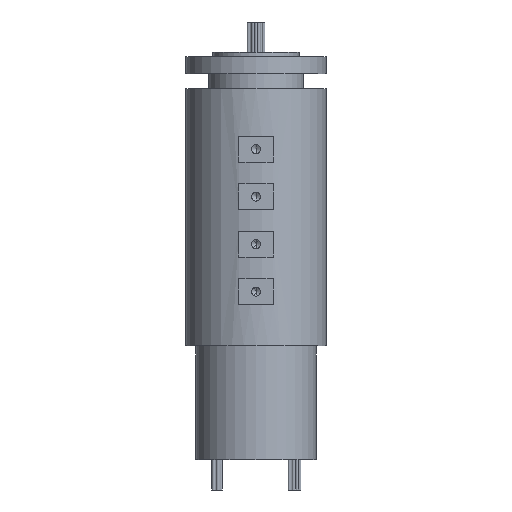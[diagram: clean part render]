
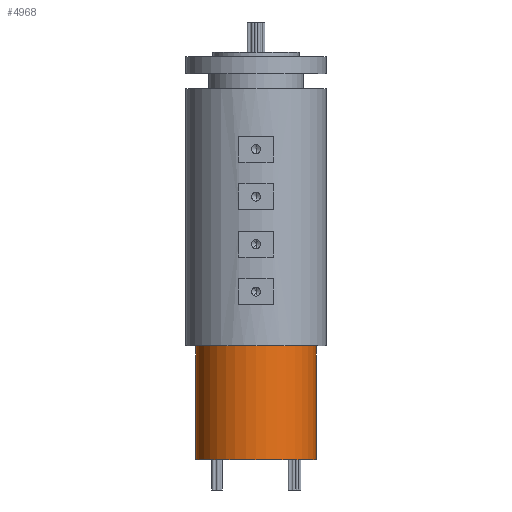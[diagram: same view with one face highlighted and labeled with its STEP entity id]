
A CAD part, front view. The second image highlights one B-rep face of the part: STEP entity #4968.
In plain terms, the highlighted cylindrical face has radius 28 mm (diameter 56 mm), a partial arc.
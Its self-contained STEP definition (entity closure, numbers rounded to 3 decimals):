
#17 = ORIENTED_EDGE ( 'NONE', *, *, #4911, .F. ) ;
#30 = VECTOR ( 'NONE', #271, 1000. ) ;
#271 = DIRECTION ( 'NONE',  ( 0., 0., 1. ) ) ;
#480 = CARTESIAN_POINT ( 'NONE',  ( 0., 0., -52.8 ) ) ;
#505 = CARTESIAN_POINT ( 'NONE',  ( 28., 0., 0. ) ) ;
#643 = VERTEX_POINT ( 'NONE', #505 ) ;
#668 = CYLINDRICAL_SURFACE ( 'NONE', #1900, 28. ) ;
#821 = FACE_OUTER_BOUND ( 'NONE', #5444, .T. ) ;
#925 = DIRECTION ( 'NONE',  ( -1., 0., 0. ) ) ;
#1097 = CARTESIAN_POINT ( 'NONE',  ( 0., 0., 0. ) ) ;
#1216 = VERTEX_POINT ( 'NONE', #5087 ) ;
#1231 = LINE ( 'NONE', #2483, #30 ) ;
#1297 = CIRCLE ( 'NONE', #1713, 28. ) ;
#1560 = DIRECTION ( 'NONE',  ( 1., 0., 0. ) ) ;
#1582 = EDGE_CURVE ( 'NONE', #643, #1216, #2321, .T. ) ;
#1713 = AXIS2_PLACEMENT_3D ( 'NONE', #480, #3611, #925 ) ;
#1833 = ORIENTED_EDGE ( 'NONE', *, *, #1582, .T. ) ;
#1900 = AXIS2_PLACEMENT_3D ( 'NONE', #5783, #4425, #3080 ) ;
#2176 = DIRECTION ( 'NONE',  ( 0., 0., 1. ) ) ;
#2321 = CIRCLE ( 'NONE', #5798, 28. ) ;
#2483 = CARTESIAN_POINT ( 'NONE',  ( 28., 0., -52.8 ) ) ;
#2648 = VERTEX_POINT ( 'NONE', #4003 ) ;
#2740 = VERTEX_POINT ( 'NONE', #4203 ) ;
#2835 = ORIENTED_EDGE ( 'NONE', *, *, #5735, .T. ) ;
#3080 = DIRECTION ( 'NONE',  ( 1., 0., 0. ) ) ;
#3611 = DIRECTION ( 'NONE',  ( 0., 0., -1. ) ) ;
#4003 = CARTESIAN_POINT ( 'NONE',  ( 28., 0., -52.8 ) ) ;
#4203 = CARTESIAN_POINT ( 'NONE',  ( -28., 0., -52.8 ) ) ;
#4240 = DIRECTION ( 'NONE',  ( 0., 0., -1. ) ) ;
#4425 = DIRECTION ( 'NONE',  ( 0., 0., 1. ) ) ;
#4523 = VECTOR ( 'NONE', #2176, 1000. ) ;
#4858 = CARTESIAN_POINT ( 'NONE',  ( -28., 0., -52.8 ) ) ;
#4911 = EDGE_CURVE ( 'NONE', #2740, #1216, #5740, .T. ) ;
#4968 = ADVANCED_FACE ( 'NONE', ( #821 ), #668, .T. ) ;
#5087 = CARTESIAN_POINT ( 'NONE',  ( -28., 0., 0. ) ) ;
#5444 = EDGE_LOOP ( 'NONE', ( #17, #5480, #2835, #1833 ) ) ;
#5460 = EDGE_CURVE ( 'NONE', #2648, #2740, #1297, .T. ) ;
#5480 = ORIENTED_EDGE ( 'NONE', *, *, #5460, .F. ) ;
#5735 = EDGE_CURVE ( 'NONE', #2648, #643, #1231, .T. ) ;
#5740 = LINE ( 'NONE', #4858, #4523 ) ;
#5783 = CARTESIAN_POINT ( 'NONE',  ( 0., 0., -52.8 ) ) ;
#5798 = AXIS2_PLACEMENT_3D ( 'NONE', #1097, #4240, #1560 ) ;
